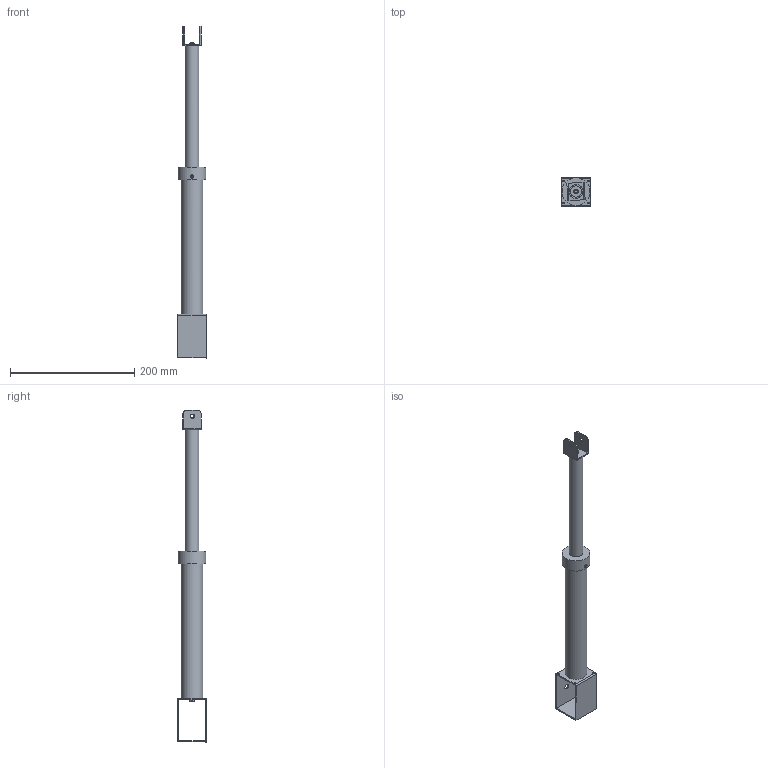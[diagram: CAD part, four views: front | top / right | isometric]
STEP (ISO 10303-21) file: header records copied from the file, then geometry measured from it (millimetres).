
FILE_DESCRIPTION(/* description */ (''),/* implementation_level */ '2;1');
FILE_NAME(/* name */ 'Piston damper.stp',/* time_stamp */ '2025-05-22T21:27:06+02:00',/* author */ ('Fredrik'),/* organization */ (''),/* preprocessor_version */ 'ST-DEVELOPER v20',/* originating_system */ 'Autodesk Inventor 2025',/* authorisation */ '');
FILE_SCHEMA (('AUTOMOTIVE_DESIGN { 1 0 10303 214 3 1 1 }'));
Length unit declared in the file: millimetre
Products named in the file (13): Kobling nye constraints; Bushing outer; Ny type indre; Øvre del kobling; Bushing indre kobling; ISO 1207 - M3 x 4; gassfjaer-6-15-slaglengde-200; cylinder; rod; thread rod; thread cylinder; ISO 4035 - M5; ISO 1207 - M2,5 x 3
Assembly tree (15 placements, depth 3):
  Kobling nye constraints
    Bushing outer
    Ny type indre
    Øvre del kobling
    Bushing indre kobling
    ISO 1207 - M3 x 4  x2
    gassfjaer-6-15-slaglengde-200
      cylinder
      rod
      thread rod
      thread cylinder
    ISO 4035 - M5  x2
    ISO 1207 - M2,5 x 3  x2
Bounding box: 46 x 46 x 534 mm (x, y, z)
Volume: 177146.2 mm3; surface area: 134657.1 mm2
Topology: 14 solids, 14 shells, 218 faces, 533 edges, 359 vertices
Faces by surface type: plane 91, cylinder 89, cone 24, torus 8, bspline 6
Full cylindrical faces by diameter (mm): 2 x4, 2.224 x2, 2.5 x6, 2.693 x2, 2.7 x4, 3 x2, 4.134 x2, 4.2 x12, 5 x10, 5.5 x6, 6 x1, 6.6 x2, 8.4 x1, 9 x2, 11 x2, 15 x1, 18 x1, 22 x1, 22.1 x1, 30.9 x1, 31 x1, 35 x2, 45 x1
Entity records: 9804 total; most frequent: CARTESIAN_POINT 5076, ORIENTED_EDGE 878, DIRECTION 850, EDGE_CURVE 439, AXIS2_PLACEMENT_3D 336, VERTEX_POINT 295, EDGE_LOOP 230, LINE 178
